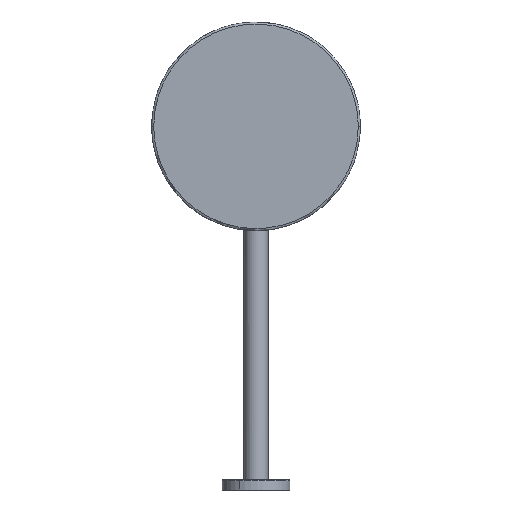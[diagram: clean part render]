
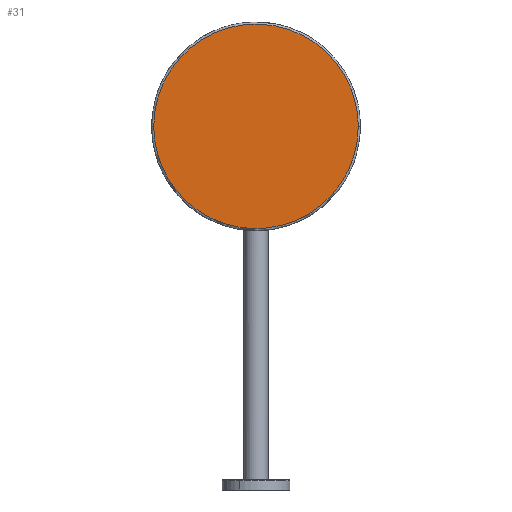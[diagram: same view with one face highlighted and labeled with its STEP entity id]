
A CAD part, front view. The second image highlights one B-rep face of the part: STEP entity #31.
In plain terms, the highlighted planar face has unit normal (0, -1, 0).
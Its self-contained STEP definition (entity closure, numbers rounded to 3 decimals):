
#31 = ADVANCED_FACE ( 'NONE', ( #587 ), #546, .F. ) ;
#33 = CARTESIAN_POINT ( 'NONE',  ( -98., -95.8, 356.5 ) ) ;
#40 = CARTESIAN_POINT ( 'NONE',  ( 59.779, -95.8, 434.421 ) ) ;
#44 = CARTESIAN_POINT ( 'NONE',  ( 43.429, -95.8, 444.586 ) ) ;
#46 = CARTESIAN_POINT ( 'NONE',  ( 94.866, -95.8, 331.09 ) ) ;
#49 = CARTESIAN_POINT ( 'NONE',  ( -92.995, -95.8, 388.077 ) ) ;
#54 = CARTESIAN_POINT ( 'NONE',  ( -59.779, -95.8, 278.579 ) ) ;
#56 = CARTESIAN_POINT ( 'NONE',  ( -59.779, -95.8, 434.421 ) ) ;
#66 = CARTESIAN_POINT ( 'NONE',  ( -85.048, -95.8, 307.387 ) ) ;
#183 = CARTESIAN_POINT ( 'NONE',  ( 94.866, -95.8, 381.91 ) ) ;
#202 = CARTESIAN_POINT ( 'NONE',  ( -6.414, -95.8, 454.5 ) ) ;
#207 = CARTESIAN_POINT ( 'NONE',  ( 6.414, -95.8, 454.5 ) ) ;
#211 = CARTESIAN_POINT ( 'NONE',  ( 92.995, -95.8, 324.923 ) ) ;
#221 = CARTESIAN_POINT ( 'NONE',  ( -92.995, -95.8, 324.923 ) ) ;
#335 = CARTESIAN_POINT ( 'NONE',  ( -88.086, -95.8, 399.929 ) ) ;
#351 = CARTESIAN_POINT ( 'NONE',  ( 49.113, -95.8, 271.452 ) ) ;
#353 = CARTESIAN_POINT ( 'NONE',  ( 49.113, -95.8, 441.548 ) ) ;
#356 = CARTESIAN_POINT ( 'NONE',  ( 98., -95.8, 350.086 ) ) ;
#360 = CARTESIAN_POINT ( 'NONE',  ( -73.832, -95.8, 421.261 ) ) ;
#363 = VERTEX_POINT ( 'NONE', #1822 ) ;
#372 = CARTESIAN_POINT ( 'NONE',  ( -97.368, -95.8, 343.672 ) ) ;
#402 = DIRECTION ( 'NONE',  ( 1., 0., 0. ) ) ;
#453 = EDGE_CURVE ( 'NONE', #363, #1536, #1703, .T. ) ;
#484 = CARTESIAN_POINT ( 'NONE',  ( 98., -95.8, 362.914 ) ) ;
#502 = CARTESIAN_POINT ( 'NONE',  ( -6.414, -95.8, 258.5 ) ) ;
#506 = CARTESIAN_POINT ( 'NONE',  ( -97.368, -95.8, 369.328 ) ) ;
#509 = CARTESIAN_POINT ( 'NONE',  ( 43.429, -95.8, 268.414 ) ) ;
#514 = CARTESIAN_POINT ( 'NONE',  ( 31.577, -95.8, 449.495 ) ) ;
#518 = CARTESIAN_POINT ( 'NONE',  ( 6.414, -95.8, 258.5 ) ) ;
#546 = PLANE ( 'NONE',  #1515 ) ;
#587 = FACE_OUTER_BOUND ( 'NONE', #1653, .T. ) ;
#648 = CARTESIAN_POINT ( 'NONE',  ( -25.41, -95.8, 451.366 ) ) ;
#655 = CARTESIAN_POINT ( 'NONE',  ( 77.921, -95.8, 416.279 ) ) ;
#669 = CARTESIAN_POINT ( 'NONE',  ( -49.113, -95.8, 441.548 ) ) ;
#673 = CARTESIAN_POINT ( 'NONE',  ( 12.828, -95.8, 259.132 ) ) ;
#676 = CARTESIAN_POINT ( 'NONE',  ( 92.995, -95.8, 388.077 ) ) ;
#685 = B_SPLINE_CURVE_WITH_KNOTS ( 'NONE', 3,
 ( #1265, #356, #1544, #46, #211, #1411, #970, #1415, #1685, #1255, #804, #351, #509, #1405, #1104, #673, #518, #502, #808, #1563, #1705, #1427, #1549, #54, #827, #1861, #984, #66, #1128, #221, #1277, #372, #1833, #1723 ),
 .UNSPECIFIED., .F., .F.,
 ( 4, 2, 2, 2, 2, 2, 2, 2, 2, 2, 2, 2, 2, 2, 2, 2, 4 ),
 ( 0., 0.031, 0.063, 0.094, 0.125, 0.156, 0.188, 0.219, 0.25, 0.281, 0.313, 0.344, 0.375, 0.406, 0.438, 0.469, 0.5 ),
 .UNSPECIFIED. ) ;
#796 = CARTESIAN_POINT ( 'NONE',  ( -85.048, -95.8, 405.613 ) ) ;
#804 = CARTESIAN_POINT ( 'NONE',  ( 59.779, -95.8, 278.579 ) ) ;
#805 = DIRECTION ( 'NONE',  ( 0., 1., 0. ) ) ;
#808 = CARTESIAN_POINT ( 'NONE',  ( -12.828, -95.8, 259.132 ) ) ;
#827 = CARTESIAN_POINT ( 'NONE',  ( -64.761, -95.8, 282.668 ) ) ;
#867 = ORIENTED_EDGE ( 'NONE', *, *, #907, .F. ) ;
#907 = EDGE_CURVE ( 'NONE', #1536, #363, #685, .T. ) ;
#953 = CARTESIAN_POINT ( 'NONE',  ( -31.577, -95.8, 449.495 ) ) ;
#967 = CARTESIAN_POINT ( 'NONE',  ( 64.761, -95.8, 430.332 ) ) ;
#970 = CARTESIAN_POINT ( 'NONE',  ( 85.048, -95.8, 307.387 ) ) ;
#979 = CARTESIAN_POINT ( 'NONE',  ( 88.086, -95.8, 399.929 ) ) ;
#984 = CARTESIAN_POINT ( 'NONE',  ( -77.921, -95.8, 296.721 ) ) ;
#1099 = CARTESIAN_POINT ( 'NONE',  ( 73.832, -95.8, 421.261 ) ) ;
#1104 = CARTESIAN_POINT ( 'NONE',  ( 25.41, -95.8, 261.634 ) ) ;
#1110 = CARTESIAN_POINT ( 'NONE',  ( -98., -95.8, 362.914 ) ) ;
#1128 = CARTESIAN_POINT ( 'NONE',  ( -88.086, -95.8, 313.071 ) ) ;
#1229 = CARTESIAN_POINT ( 'NONE',  ( 0., -95.8, 356.5 ) ) ;
#1241 = CARTESIAN_POINT ( 'NONE',  ( 98., -95.8, 356.5 ) ) ;
#1255 = CARTESIAN_POINT ( 'NONE',  ( 64.761, -95.8, 282.668 ) ) ;
#1259 = CARTESIAN_POINT ( 'NONE',  ( 97.368, -95.8, 369.328 ) ) ;
#1265 = CARTESIAN_POINT ( 'NONE',  ( 98., -95.8, 356.5 ) ) ;
#1268 = CARTESIAN_POINT ( 'NONE',  ( -94.866, -95.8, 381.91 ) ) ;
#1277 = CARTESIAN_POINT ( 'NONE',  ( -94.866, -95.8, 331.09 ) ) ;
#1388 = CARTESIAN_POINT ( 'NONE',  ( 85.048, -95.8, 405.613 ) ) ;
#1392 = CARTESIAN_POINT ( 'NONE',  ( -43.429, -95.8, 444.586 ) ) ;
#1400 = CARTESIAN_POINT ( 'NONE',  ( -12.828, -95.8, 453.868 ) ) ;
#1405 = CARTESIAN_POINT ( 'NONE',  ( 31.577, -95.8, 263.505 ) ) ;
#1411 = CARTESIAN_POINT ( 'NONE',  ( 88.086, -95.8, 313.071 ) ) ;
#1412 = CARTESIAN_POINT ( 'NONE',  ( 25.41, -95.8, 451.366 ) ) ;
#1415 = CARTESIAN_POINT ( 'NONE',  ( 77.921, -95.8, 296.721 ) ) ;
#1427 = CARTESIAN_POINT ( 'NONE',  ( -43.429, -95.8, 268.414 ) ) ;
#1515 = AXIS2_PLACEMENT_3D ( 'NONE', #1229, #805, #402 ) ;
#1536 = VERTEX_POINT ( 'NONE', #1916 ) ;
#1544 = CARTESIAN_POINT ( 'NONE',  ( 97.368, -95.8, 343.672 ) ) ;
#1549 = CARTESIAN_POINT ( 'NONE',  ( -49.113, -95.8, 271.452 ) ) ;
#1563 = CARTESIAN_POINT ( 'NONE',  ( -25.41, -95.8, 261.634 ) ) ;
#1649 = ORIENTED_EDGE ( 'NONE', *, *, #453, .F. ) ;
#1653 = EDGE_LOOP ( 'NONE', ( #867, #1649 ) ) ;
#1677 = CARTESIAN_POINT ( 'NONE',  ( -64.761, -95.8, 430.332 ) ) ;
#1685 = CARTESIAN_POINT ( 'NONE',  ( 73.832, -95.8, 291.739 ) ) ;
#1703 = B_SPLINE_CURVE_WITH_KNOTS ( 'NONE', 3,
 ( #33, #1110, #506, #1268, #49, #335, #796, #1855, #360, #1677, #56, #669, #1392, #953, #648, #1400, #202, #207, #1829, #1412, #514, #44, #353, #40, #967, #1099, #655, #1388, #979, #676, #183, #1259, #484, #1241 ),
 .UNSPECIFIED., .F., .F.,
 ( 4, 2, 2, 2, 2, 2, 2, 2, 2, 2, 2, 2, 2, 2, 2, 2, 4 ),
 ( 0.5, 0.531, 0.563, 0.594, 0.625, 0.656, 0.688, 0.719, 0.75, 0.781, 0.813, 0.844, 0.875, 0.906, 0.938, 0.969, 1. ),
 .UNSPECIFIED. ) ;
#1705 = CARTESIAN_POINT ( 'NONE',  ( -31.577, -95.8, 263.505 ) ) ;
#1723 = CARTESIAN_POINT ( 'NONE',  ( -98., -95.8, 356.5 ) ) ;
#1822 = CARTESIAN_POINT ( 'NONE',  ( -98., -95.8, 356.5 ) ) ;
#1829 = CARTESIAN_POINT ( 'NONE',  ( 12.828, -95.8, 453.868 ) ) ;
#1833 = CARTESIAN_POINT ( 'NONE',  ( -98., -95.8, 350.086 ) ) ;
#1855 = CARTESIAN_POINT ( 'NONE',  ( -77.921, -95.8, 416.279 ) ) ;
#1861 = CARTESIAN_POINT ( 'NONE',  ( -73.832, -95.8, 291.739 ) ) ;
#1916 = CARTESIAN_POINT ( 'NONE',  ( 98., -95.8, 356.5 ) ) ;
